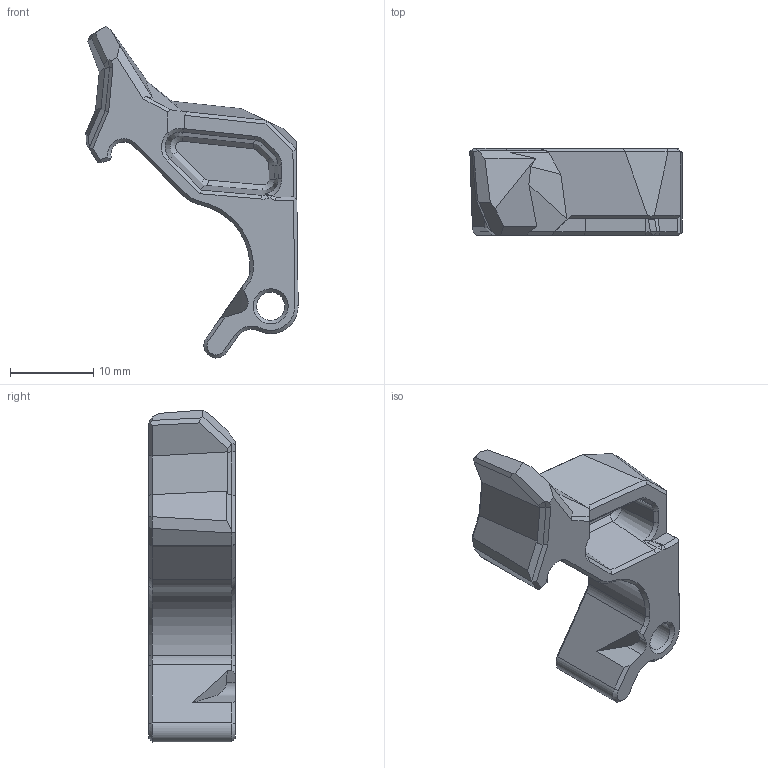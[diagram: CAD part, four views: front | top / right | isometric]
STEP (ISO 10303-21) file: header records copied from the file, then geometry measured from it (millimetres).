
FILE_DESCRIPTION(/* description */ (''),/* implementation_level */ '2;1');
FILE_NAME(/* name */ 'Clockwork_2_Latch_PC4M6_Cutout.step',/* time_stamp */ '2024-07-10T14:47:03+10:00',/* author */ (''),/* organization */ (''),/* preprocessor_version */ 'ST-DEVELOPER v20',/* originating_system */ 'Autodesk Translation Framework v13.14.0.145',/* authorisation */ '');
FILE_SCHEMA (('AUTOMOTIVE_DESIGN { 1 0 10303 214 3 1 1 }'));
Length unit declared in the file: millimetre
Products named in the file (1): Latch_PC4M6_Cutout
Bounding box: 25.51 x 10.4 x 39.89 mm (x, y, z)
Volume: 3147.5 mm3; surface area: 2175.8 mm2
Topology: 1 solids, 1 shells, 144 faces, 371 edges, 226 vertices
Faces by surface type: plane 87, cone 36, cylinder 12, bspline 9
Full cylindrical faces by diameter (mm): 3.4 x1
Entity records: 4499 total; most frequent: CARTESIAN_POINT 1058, ORIENTED_EDGE 736, DIRECTION 662, EDGE_CURVE 368, LINE 268, VECTOR 268, VERTEX_POINT 226, AXIS2_PLACEMENT_3D 197
